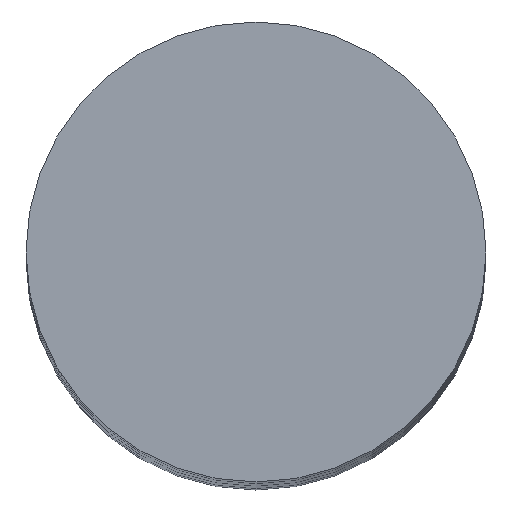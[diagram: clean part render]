
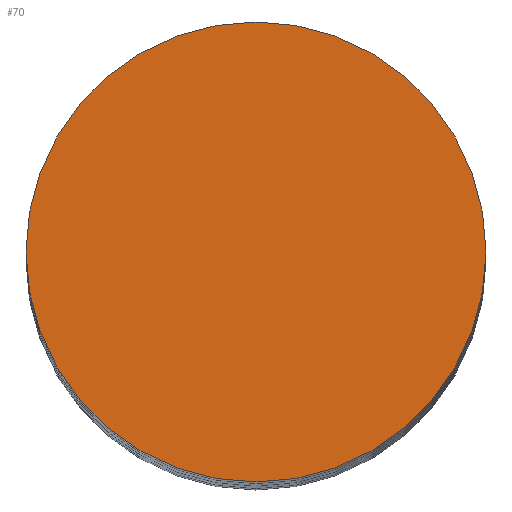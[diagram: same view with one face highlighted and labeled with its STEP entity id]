
A CAD part, top view. The second image highlights one B-rep face of the part: STEP entity #70.
In plain terms, the highlighted planar face has unit normal (0, 0, 1).
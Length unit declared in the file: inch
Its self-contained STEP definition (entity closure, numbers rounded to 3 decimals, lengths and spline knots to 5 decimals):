
#67 = VERTEX_POINT ( 'NONE', #337 ) ;
#70 = ADVANCED_FACE ( 'NONE', ( #396 ), #385, .T. ) ;
#120 = ORIENTED_EDGE ( 'NONE', *, *, #258, .T. ) ;
#141 = EDGE_LOOP ( 'NONE', ( #120, #642 ) ) ;
#165 = VERTEX_POINT ( 'NONE', #249 ) ;
#202 = DIRECTION ( 'NONE',  ( 1., 0., 0. ) ) ;
#238 = DIRECTION ( 'NONE',  ( 0., 0., 1. ) ) ;
#249 = CARTESIAN_POINT ( 'NONE',  ( 0.125, 0., 0. ) ) ;
#258 = EDGE_CURVE ( 'NONE', #165, #67, #461, .T. ) ;
#336 = DIRECTION ( 'NONE',  ( 0., 0., 1. ) ) ;
#337 = CARTESIAN_POINT ( 'NONE',  ( -0.125, 0., 0. ) ) ;
#380 = CARTESIAN_POINT ( 'NONE',  ( 0., 0., 0. ) ) ;
#383 = AXIS2_PLACEMENT_3D ( 'NONE', #380, #336, #544 ) ;
#385 = PLANE ( 'NONE',  #601 ) ;
#396 = FACE_OUTER_BOUND ( 'NONE', #141, .T. ) ;
#461 = CIRCLE ( 'NONE', #383, 0.125 ) ;
#511 = CARTESIAN_POINT ( 'NONE',  ( 0., 0., 0. ) ) ;
#544 = DIRECTION ( 'NONE',  ( 1., 0., 0. ) ) ;
#559 = CARTESIAN_POINT ( 'NONE',  ( 0., 0.125, 0. ) ) ;
#571 = EDGE_CURVE ( 'NONE', #67, #165, #614, .T. ) ;
#575 = DIRECTION ( 'NONE',  ( 0., 0., 1. ) ) ;
#590 = AXIS2_PLACEMENT_3D ( 'NONE', #511, #575, #202 ) ;
#601 = AXIS2_PLACEMENT_3D ( 'NONE', #559, #238, #666 ) ;
#614 = CIRCLE ( 'NONE', #590, 0.125 ) ;
#642 = ORIENTED_EDGE ( 'NONE', *, *, #571, .T. ) ;
#666 = DIRECTION ( 'NONE',  ( -1., 0., 0. ) ) ;
